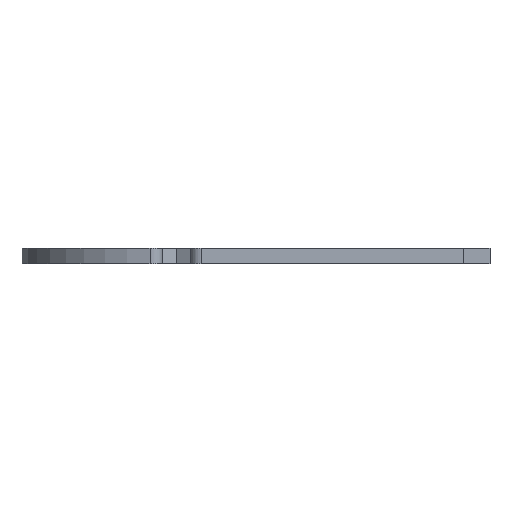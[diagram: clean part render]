
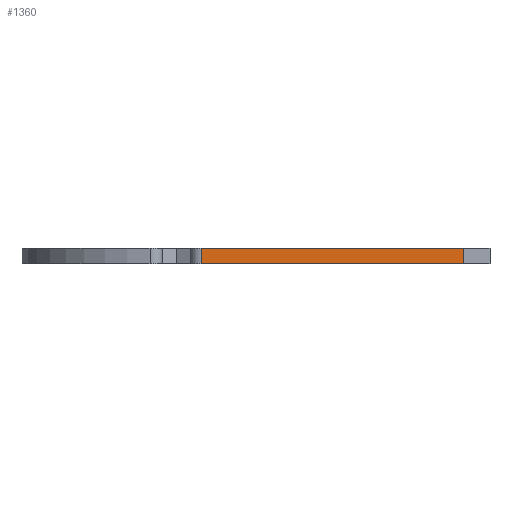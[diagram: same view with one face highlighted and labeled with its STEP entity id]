
A CAD part, front view. The second image highlights one B-rep face of the part: STEP entity #1360.
In plain terms, the highlighted planar face has unit normal (0, -1, 0).
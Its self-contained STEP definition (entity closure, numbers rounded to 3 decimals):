
#90=DIRECTION('',(1.,0.,0.));
#91=VECTOR('',#90,50.25);
#92=CARTESIAN_POINT('',(4.75,-30.,0.));
#93=LINE('',#92,#91);
#307=DIRECTION('',(1.,0.,0.));
#308=VECTOR('',#307,50.25);
#309=CARTESIAN_POINT('',(4.75,-30.,3.));
#310=LINE('',#309,#308);
#489=DIRECTION('',(0.,0.,-1.));
#490=VECTOR('',#489,3.);
#491=CARTESIAN_POINT('',(4.75,-30.,3.));
#492=LINE('',#491,#490);
#493=DIRECTION('',(0.,0.,1.));
#494=VECTOR('',#493,3.);
#495=CARTESIAN_POINT('',(55.,-30.,0.));
#496=LINE('',#495,#494);
#587=CARTESIAN_POINT('',(55.,-30.,0.));
#588=VERTEX_POINT('',#587);
#599=CARTESIAN_POINT('',(55.,-30.,3.));
#600=VERTEX_POINT('',#599);
#741=CARTESIAN_POINT('',(4.75,-30.,0.));
#743=VERTEX_POINT('',#741);
#747=CARTESIAN_POINT('',(4.75,-30.,3.));
#748=VERTEX_POINT('',#747);
#1348=CARTESIAN_POINT('',(0.,-30.,0.));
#1349=DIRECTION('',(0.,-1.,0.));
#1350=DIRECTION('',(1.,0.,0.));
#1351=AXIS2_PLACEMENT_3D('',#1348,#1349,#1350);
#1352=PLANE('',#1351);
#1354=ORIENTED_EDGE('',*,*,#1353,.F.);
#1355=ORIENTED_EDGE('',*,*,#934,.T.);
#1356=ORIENTED_EDGE('',*,*,#1341,.F.);
#1357=ORIENTED_EDGE('',*,*,#784,.F.);
#1358=EDGE_LOOP('',(#1354,#1355,#1356,#1357));
#1359=FACE_OUTER_BOUND('',#1358,.F.);
#1360=ADVANCED_FACE('',(#1359),#1352,.T.);
#784=EDGE_CURVE('',#743,#588,#93,.T.);
#934=EDGE_CURVE('',#748,#600,#310,.T.);
#1341=EDGE_CURVE('',#588,#600,#496,.T.);
#1353=EDGE_CURVE('',#748,#743,#492,.T.);
